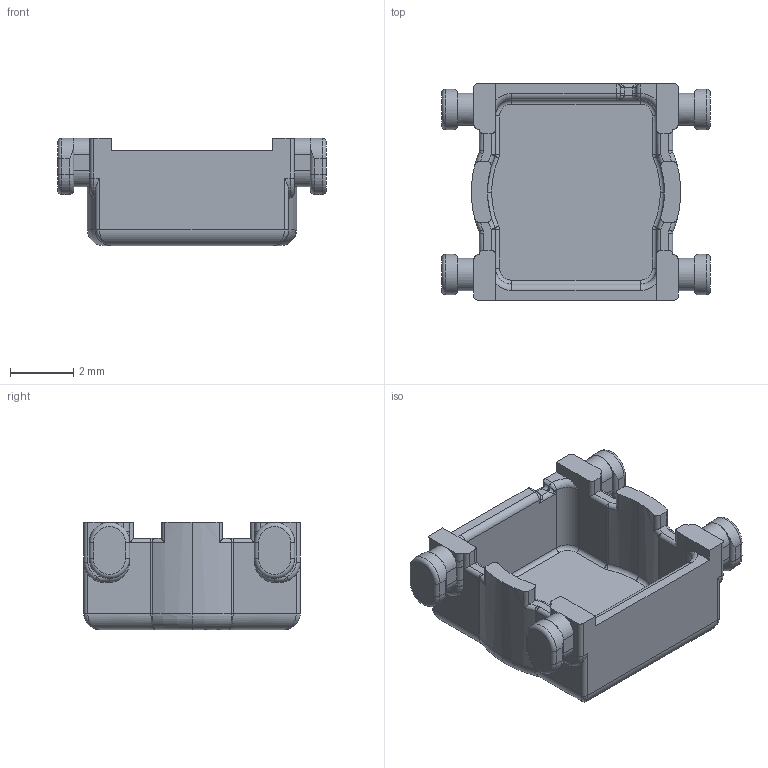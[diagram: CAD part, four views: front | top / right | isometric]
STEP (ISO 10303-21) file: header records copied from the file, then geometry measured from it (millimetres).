
FILE_DESCRIPTION (( 'STEP AP214' ), '1' );
FILE_NAME ('250-1290_6A.STEP', '2021-07-06T18:58:09', ( '' ), ( '' ), 'SwSTEP 2.0', 'SolidWorks 2017', '' );
FILE_SCHEMA (( 'AUTOMOTIVE_DESIGN' ));
Length unit declared in the file: millimetre
Products named in the file (1): 250-1290_6A
Bounding box: 8.52 x 6.86 x 3.4 mm (x, y, z)
Volume: 60.1 mm3; surface area: 243.8 mm2
Topology: 1 solids, 1 shells, 304 faces, 736 edges, 419 vertices
Faces by surface type: cylinder 131, plane 85, torus 54, bspline 30, sphere 4
Entity records: 9300 total; most frequent: CARTESIAN_POINT 2426, DIRECTION 1482, ORIENTED_EDGE 1440, EDGE_CURVE 720, AXIS2_PLACEMENT_3D 585, VERTEX_POINT 419, VECTOR 312, LINE 312
